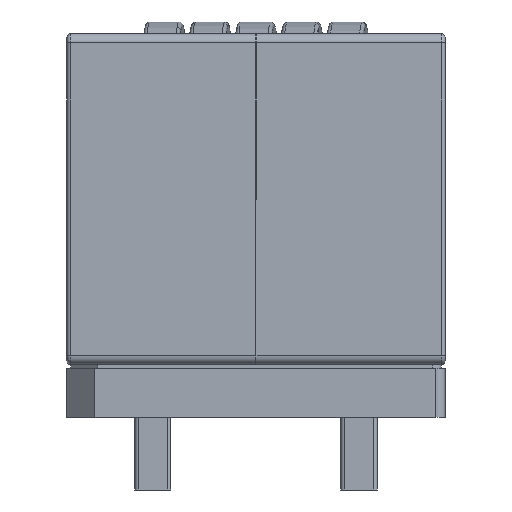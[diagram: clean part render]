
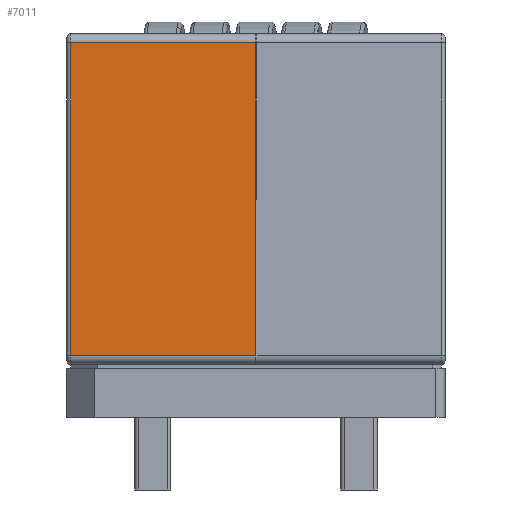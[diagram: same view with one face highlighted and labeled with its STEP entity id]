
A CAD part, left-side view. The second image highlights one B-rep face of the part: STEP entity #7011.
In plain terms, the highlighted face is planar.
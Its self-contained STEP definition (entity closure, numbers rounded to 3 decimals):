
#1501=ORIENTED_EDGE('',*,*,#3315,.T.);
#1502=ORIENTED_EDGE('',*,*,#3316,.T.);
#1503=ORIENTED_EDGE('',*,*,#3317,.T.);
#1504=ORIENTED_EDGE('',*,*,#3299,.F.);
#3299=EDGE_CURVE('',#4233,#4234,#4905,.T.);
#3315=EDGE_CURVE('',#4233,#4245,#4911,.F.);
#3316=EDGE_CURVE('',#4245,#4246,#4912,.T.);
#3317=EDGE_CURVE('',#4246,#4234,#4913,.T.);
#4233=VERTEX_POINT('',#15282);
#4234=VERTEX_POINT('',#15283);
#4245=VERTEX_POINT('',#15312);
#4246=VERTEX_POINT('',#15314);
#4905=LINE('',#15281,#5391);
#4911=LINE('',#15311,#5397);
#4912=LINE('',#15313,#5398);
#4913=LINE('',#15315,#5399);
#5391=VECTOR('',#10212,1000.);
#5397=VECTOR('',#10242,1000.);
#5398=VECTOR('',#10243,1000.);
#5399=VECTOR('',#10244,1000.);
#5827=EDGE_LOOP('',(#1501,#1502,#1503,#1504));
#6307=FACE_BOUND('',#5827,.T.);
#6744=PLANE('',#9519);
#7011=ADVANCED_FACE('',(#6307),#6744,.T.);
#9519=AXIS2_PLACEMENT_3D('',#15310,#10240,#10241);
#10212=DIRECTION('',(0.,-1.,0.));
#10240=DIRECTION('',(1.,0.,0.));
#10241=DIRECTION('',(0.,1.,0.));
#10242=DIRECTION('',(0.,0.,-1.));
#10243=DIRECTION('',(0.,-1.,0.));
#10244=DIRECTION('',(0.,0.,-1.));
#15281=CARTESIAN_POINT('',(12.5,9.1,-5.2));
#15282=CARTESIAN_POINT('',(12.5,8.6,-5.2));
#15283=CARTESIAN_POINT('',(12.5,-8.6,-5.2));
#15310=CARTESIAN_POINT('',(12.5,9.1,5.2));
#15311=CARTESIAN_POINT('',(12.5,8.6,5.2));
#15312=CARTESIAN_POINT('',(12.5,8.6,5.));
#15313=CARTESIAN_POINT('',(12.5,-8.6,5.));
#15314=CARTESIAN_POINT('',(12.5,-8.6,5.));
#15315=CARTESIAN_POINT('',(12.5,-8.6,5.2));
